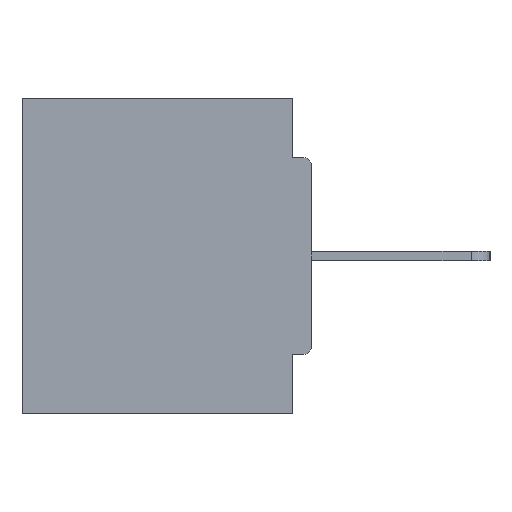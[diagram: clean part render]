
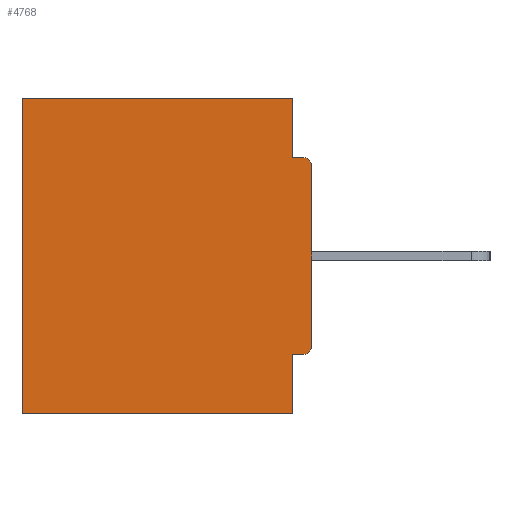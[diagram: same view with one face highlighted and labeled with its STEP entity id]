
A CAD part, left-side view. The second image highlights one B-rep face of the part: STEP entity #4768.
In plain terms, the highlighted planar face has unit normal (-1, 0, 0).
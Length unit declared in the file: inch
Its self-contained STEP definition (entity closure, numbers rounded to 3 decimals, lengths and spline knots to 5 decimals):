
#800 = LINE ( 'NONE', #9602, #28967 ) ;
#828 = ORIENTED_EDGE ( 'NONE', *, *, #4192, .T. ) ;
#1906 = FACE_OUTER_BOUND ( 'NONE', #17933, .T. ) ;
#2184 = VECTOR ( 'NONE', #27522, 39.37008 ) ;
#2315 = ORIENTED_EDGE ( 'NONE', *, *, #20391, .F. ) ;
#2341 = PLANE ( 'NONE',  #13359 ) ;
#2451 = DIRECTION ( 'NONE',  ( 0., 1., 0. ) ) ;
#2468 = VERTEX_POINT ( 'NONE', #26824 ) ;
#2498 = CARTESIAN_POINT ( 'NONE',  ( 0.298, 0.031, 0. ) ) ;
#2693 = VERTEX_POINT ( 'NONE', #21293 ) ;
#2734 = VERTEX_POINT ( 'NONE', #23822 ) ;
#3550 = LINE ( 'NONE', #7717, #4570 ) ;
#3887 = ORIENTED_EDGE ( 'NONE', *, *, #7280, .F. ) ;
#4192 = EDGE_CURVE ( 'NONE', #10286, #2693, #800, .T. ) ;
#4342 = LINE ( 'NONE', #24432, #24077 ) ;
#4570 = VECTOR ( 'NONE', #19491, 39.37008 ) ;
#4768 = ADVANCED_FACE ( 'NONE', ( #1906 ), #2341, .F. ) ;
#7141 = EDGE_CURVE ( 'NONE', #17834, #21342, #17151, .T. ) ;
#7280 = EDGE_CURVE ( 'NONE', #16770, #12887, #4342, .T. ) ;
#7717 = CARTESIAN_POINT ( 'NONE',  ( 0.298, 0., -0.0935 ) ) ;
#8335 = VERTEX_POINT ( 'NONE', #14477 ) ;
#8479 = CARTESIAN_POINT ( 'NONE',  ( 0.298, 0.015, -0.1085 ) ) ;
#8538 = ORIENTED_EDGE ( 'NONE', *, *, #10226, .T. ) ;
#8954 = DIRECTION ( 'NONE',  ( 0., 1., 0. ) ) ;
#9602 = CARTESIAN_POINT ( 'NONE',  ( 0.298, 0., 0. ) ) ;
#9667 = EDGE_CURVE ( 'NONE', #17834, #8335, #15017, .T. ) ;
#10226 = EDGE_CURVE ( 'NONE', #2734, #2468, #22492, .T. ) ;
#10286 = VERTEX_POINT ( 'NONE', #2498 ) ;
#10464 = CARTESIAN_POINT ( 'NONE',  ( 0.298, 0.015, -0.3915 ) ) ;
#11004 = DIRECTION ( 'NONE',  ( 1., 0., 0. ) ) ;
#11127 = LINE ( 'NONE', #29121, #13990 ) ;
#11221 = CARTESIAN_POINT ( 'NONE',  ( 0.298, 0.031, -0.0935 ) ) ;
#11346 = ORIENTED_EDGE ( 'NONE', *, *, #22939, .F. ) ;
#11361 = CARTESIAN_POINT ( 'NONE',  ( 0.298, 0.031, -0.5 ) ) ;
#11718 = LINE ( 'NONE', #25395, #13010 ) ;
#11796 = EDGE_CURVE ( 'NONE', #2693, #12887, #11127, .T. ) ;
#11906 = CARTESIAN_POINT ( 'NONE',  ( 0.298, 0.031, -0.5 ) ) ;
#12887 = VERTEX_POINT ( 'NONE', #25699 ) ;
#13010 = VECTOR ( 'NONE', #19006, 39.37008 ) ;
#13150 = VECTOR ( 'NONE', #25928, 39.37008 ) ;
#13359 = AXIS2_PLACEMENT_3D ( 'NONE', #17844, #11004, #20363 ) ;
#13990 = VECTOR ( 'NONE', #20352, 39.37008 ) ;
#14319 = CARTESIAN_POINT ( 'NONE',  ( 0.298, 0.031, -0.4065 ) ) ;
#14477 = CARTESIAN_POINT ( 'NONE',  ( 0.298, 0., -0.3915 ) ) ;
#15017 = CIRCLE ( 'NONE', #24515, 0.015 ) ;
#15239 = ORIENTED_EDGE ( 'NONE', *, *, #19384, .F. ) ;
#15453 = CARTESIAN_POINT ( 'NONE',  ( 0.298, 0., 0. ) ) ;
#15959 = ORIENTED_EDGE ( 'NONE', *, *, #9667, .T. ) ;
#16770 = VERTEX_POINT ( 'NONE', #11361 ) ;
#16781 = VERTEX_POINT ( 'NONE', #11221 ) ;
#17001 = CARTESIAN_POINT ( 'NONE',  ( 0.298, 0., -0.4065 ) ) ;
#17151 = LINE ( 'NONE', #17001, #13150 ) ;
#17378 = ORIENTED_EDGE ( 'NONE', *, *, #22851, .F. ) ;
#17440 = DIRECTION ( 'NONE',  ( 0., 0., -1. ) ) ;
#17834 = VERTEX_POINT ( 'NONE', #24968 ) ;
#17844 = CARTESIAN_POINT ( 'NONE',  ( 0.298, 0., 0. ) ) ;
#17933 = EDGE_LOOP ( 'NONE', ( #8538, #11346, #2315, #828, #22626, #3887, #17378, #27665, #15959, #15239 ) ) ;
#18194 = AXIS2_PLACEMENT_3D ( 'NONE', #8479, #20377, #29360 ) ;
#19006 = DIRECTION ( 'NONE',  ( 0., 0., -1. ) ) ;
#19384 = EDGE_CURVE ( 'NONE', #2734, #8335, #20061, .T. ) ;
#19491 = DIRECTION ( 'NONE',  ( 0., -1., 0. ) ) ;
#20061 = LINE ( 'NONE', #15453, #26138 ) ;
#20352 = DIRECTION ( 'NONE',  ( 0., 0., -1. ) ) ;
#20363 = DIRECTION ( 'NONE',  ( 0., 0., -1. ) ) ;
#20377 = DIRECTION ( 'NONE',  ( -1., 0., 0. ) ) ;
#20391 = EDGE_CURVE ( 'NONE', #10286, #16781, #11718, .T. ) ;
#21293 = CARTESIAN_POINT ( 'NONE',  ( 0.298, 0.46, 0. ) ) ;
#21342 = VERTEX_POINT ( 'NONE', #14319 ) ;
#21911 = DIRECTION ( 'NONE',  ( -1., 0., 0. ) ) ;
#22492 = CIRCLE ( 'NONE', #18194, 0.015 ) ;
#22626 = ORIENTED_EDGE ( 'NONE', *, *, #11796, .T. ) ;
#22851 = EDGE_CURVE ( 'NONE', #21342, #16770, #27381, .T. ) ;
#22939 = EDGE_CURVE ( 'NONE', #16781, #2468, #3550, .T. ) ;
#23822 = CARTESIAN_POINT ( 'NONE',  ( 0.298, 0., -0.1085 ) ) ;
#24077 = VECTOR ( 'NONE', #8954, 39.37008 ) ;
#24432 = CARTESIAN_POINT ( 'NONE',  ( 0.298, 0., -0.5 ) ) ;
#24515 = AXIS2_PLACEMENT_3D ( 'NONE', #10464, #21911, #17440 ) ;
#24518 = DIRECTION ( 'NONE',  ( 0., 0., -1. ) ) ;
#24968 = CARTESIAN_POINT ( 'NONE',  ( 0.298, 0.015, -0.4065 ) ) ;
#25395 = CARTESIAN_POINT ( 'NONE',  ( 0.298, 0.031, -0.5 ) ) ;
#25699 = CARTESIAN_POINT ( 'NONE',  ( 0.298, 0.46, -0.5 ) ) ;
#25928 = DIRECTION ( 'NONE',  ( 0., 1., 0. ) ) ;
#26138 = VECTOR ( 'NONE', #24518, 39.37008 ) ;
#26824 = CARTESIAN_POINT ( 'NONE',  ( 0.298, 0.015, -0.0935 ) ) ;
#27381 = LINE ( 'NONE', #11906, #2184 ) ;
#27522 = DIRECTION ( 'NONE',  ( 0., 0., -1. ) ) ;
#27665 = ORIENTED_EDGE ( 'NONE', *, *, #7141, .F. ) ;
#28967 = VECTOR ( 'NONE', #2451, 39.37008 ) ;
#29121 = CARTESIAN_POINT ( 'NONE',  ( 0.298, 0.46, 0. ) ) ;
#29360 = DIRECTION ( 'NONE',  ( 0., 0., -1. ) ) ;
